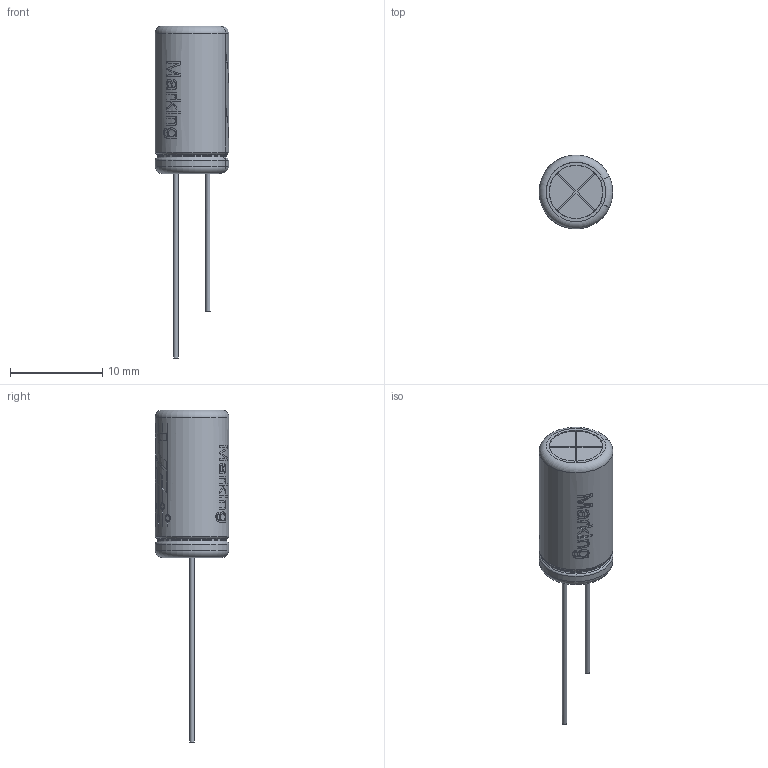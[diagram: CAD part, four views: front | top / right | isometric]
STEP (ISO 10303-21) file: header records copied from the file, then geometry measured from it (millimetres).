
FILE_DESCRIPTION(/* description */ ('Unknown','CAx-IF Rec.Pracs.---Representation and Presentation of Product Manufacturing Information (PMI)---4.0---2014-10-13','CAx-IF Rec.Pracs.---3D Tessellated Geometry---0.4---2014-09-14','2;1'),/* implementation_level */ '2;1');
FILE_NAME(/* name */ 'CP_Wurth_WCAP-ATG5-P3.5D8L16',/* time_stamp */ '2024-12-17T10:24:42+08:00',/* author */ ('Unknown'),/* organization */ ('Unknown'),/* preprocessor_version */ 'ST-DEVELOPER v16.7',/* originating_system */ 'Solid Edge',/* authorisation */ 'Unknown');
FILE_SCHEMA (('AP242_MANAGED_MODEL_BASED_3D_ENGINEERING_MIM_LF { 1 0 10303 442 1 1 4 }'));
Length unit declared in the file: millimetre
Products named in the file (2): CP_Wurth_WCAP-ATG5-P3.5D8L16
Assembly tree (1 placements, depth 2):
  CP_Wurth_WCAP-ATG5-P3.5D8L16
    CP_Wurth_WCAP-ATG5-P3.5D8L16
Bounding box: 7.97 x 7.98 x 36 mm (x, y, z)
Volume: 786.5 mm3; surface area: 1485.2 mm2
Topology: 2 solids, 3 shells, 518 faces, 1314 edges, 871 vertices
Faces by surface type: plane 309, cylinder 98, bspline 85, torus 24, sphere 2
Full cylindrical faces by diameter (mm): 0.5 x2, 0.889 x1, 1.111 x1, 1.778 x1, 2 x1, 4.444 x1, 4.667 x1, 5.333 x1, 5.556 x1, 5.778 x2, 6.446 x2, 7.247 x1, 7.267 x1, 7.78 x2, 7.8 x2
Entity records: 24553 total; most frequent: CARTESIAN_POINT 8858, ORIENTED_EDGE 2534, DIRECTION 2311, EDGE_CURVE 1267, VERTEX_POINT 865, AXIS2_PLACEMENT_3D 824, LINE 663, VECTOR 663
